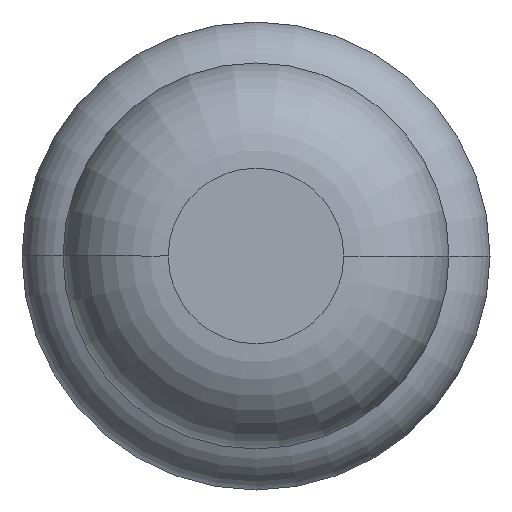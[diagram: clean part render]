
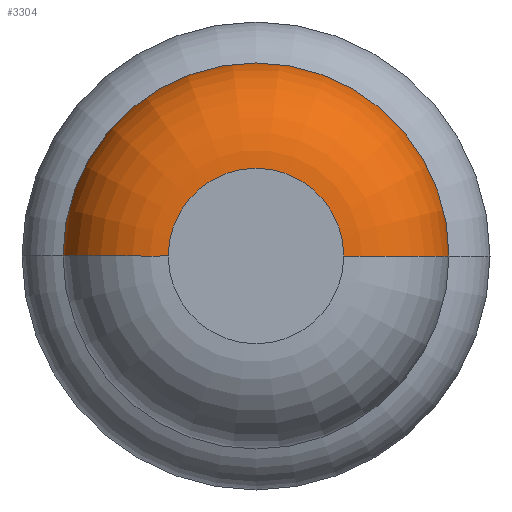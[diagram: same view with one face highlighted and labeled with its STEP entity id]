
A CAD part, front view. The second image highlights one B-rep face of the part: STEP entity #3304.
In plain terms, the highlighted toroidal (fillet/blend) face has major radius 0.375 mm and minor radius 0.45 mm.
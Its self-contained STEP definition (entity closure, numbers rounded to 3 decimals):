
#148 = AXIS2_PLACEMENT_3D ( 'NONE', #4806, #2423, #3204 ) ;
#252 = ORIENTED_EDGE ( 'NONE', *, *, #4133, .F. ) ;
#390 = CARTESIAN_POINT ( 'NONE',  ( -0.375, -31.55, 0. ) ) ;
#436 = ORIENTED_EDGE ( 'NONE', *, *, #3159, .T. ) ;
#484 = DIRECTION ( 'NONE',  ( 0., -1., 0. ) ) ;
#523 = TOROIDAL_SURFACE ( 'NONE', #933, 0.375, 0.45 ) ;
#600 = AXIS2_PLACEMENT_3D ( 'NONE', #3957, #2378, #3523 ) ;
#746 = CARTESIAN_POINT ( 'NONE',  ( -0.825, -31.55, 0. ) ) ;
#771 = CIRCLE ( 'NONE', #600, 0.45 ) ;
#881 = CARTESIAN_POINT ( 'NONE',  ( 0., -31.55, 0. ) ) ;
#888 = FACE_OUTER_BOUND ( 'NONE', #4046, .T. ) ;
#933 = AXIS2_PLACEMENT_3D ( 'NONE', #881, #2024, #4776 ) ;
#1157 = DIRECTION ( 'NONE',  ( 0., 0., 1. ) ) ;
#1278 = AXIS2_PLACEMENT_3D ( 'NONE', #390, #1157, #1914 ) ;
#1401 = CARTESIAN_POINT ( 'NONE',  ( -0.375, -32., 0. ) ) ;
#1438 = CIRCLE ( 'NONE', #3582, 0.375 ) ;
#1594 = CARTESIAN_POINT ( 'NONE',  ( 0., -32., 0. ) ) ;
#1786 = CARTESIAN_POINT ( 'NONE',  ( 0.375, -32., 0. ) ) ;
#1810 = CIRCLE ( 'NONE', #148, 0.825 ) ;
#1914 = DIRECTION ( 'NONE',  ( 1., 0., 0. ) ) ;
#2024 = DIRECTION ( 'NONE',  ( 0., -1., 0. ) ) ;
#2378 = DIRECTION ( 'NONE',  ( 0., 0., -1. ) ) ;
#2423 = DIRECTION ( 'NONE',  ( 0., -1., 0. ) ) ;
#2590 = CARTESIAN_POINT ( 'NONE',  ( 0.825, -31.55, 0. ) ) ;
#2750 = VERTEX_POINT ( 'NONE', #2590 ) ;
#3029 = EDGE_CURVE ( 'Defeature ausgef�hrt1_45+Defeature ausgef�hrt1_46+Defeature ausgef�hrt1_46+Defeature ausgef�hrt1_46', #3466, #4259, #1438, .T. ) ;
#3089 = CIRCLE ( 'NONE', #1278, 0.45 ) ;
#3159 = EDGE_CURVE ( 'Defeature ausgef�hrt1_46+Defeature ausgef�hrt1_47+Defeature ausgef�hrt1_47+Defeature ausgef�hrt1_47', #2750, #4015, #1810, .T. ) ;
#3204 = DIRECTION ( 'NONE',  ( 1., 0., 0. ) ) ;
#3304 = ADVANCED_FACE ( 'Defeature ausgef�hrt1_46', ( #888 ), #523, .T. ) ;
#3466 = VERTEX_POINT ( 'NONE', #1786 ) ;
#3523 = DIRECTION ( 'NONE',  ( -1., 0., 0. ) ) ;
#3582 = AXIS2_PLACEMENT_3D ( 'NONE', #1594, #484, #4715 ) ;
#3957 = CARTESIAN_POINT ( 'NONE',  ( 0.375, -31.55, 0. ) ) ;
#3979 = EDGE_CURVE ( 'NONE', #4015, #4259, #3089, .T. ) ;
#4015 = VERTEX_POINT ( 'NONE', #746 ) ;
#4046 = EDGE_LOOP ( 'NONE', ( #436, #4496, #4876, #252 ) ) ;
#4133 = EDGE_CURVE ( 'NONE', #2750, #3466, #771, .T. ) ;
#4259 = VERTEX_POINT ( 'NONE', #1401 ) ;
#4496 = ORIENTED_EDGE ( 'NONE', *, *, #3979, .T. ) ;
#4715 = DIRECTION ( 'NONE',  ( 1., 0., 0. ) ) ;
#4776 = DIRECTION ( 'NONE',  ( 1., 0., 0. ) ) ;
#4806 = CARTESIAN_POINT ( 'NONE',  ( 0., -31.55, 0. ) ) ;
#4876 = ORIENTED_EDGE ( 'NONE', *, *, #3029, .F. ) ;
